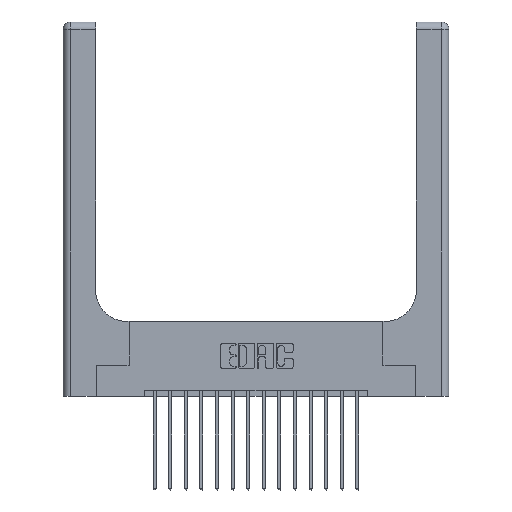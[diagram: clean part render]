
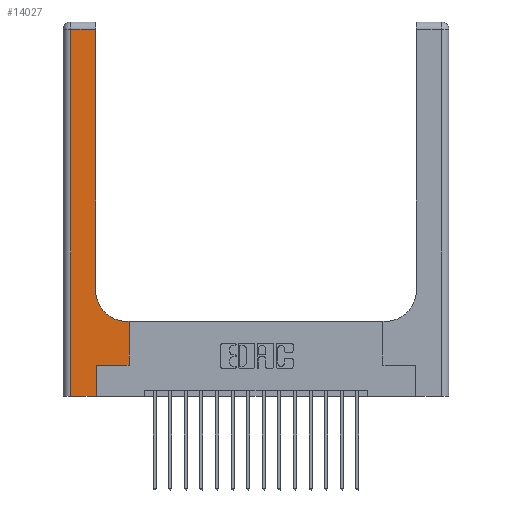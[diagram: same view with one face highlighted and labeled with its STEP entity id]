
A CAD part, top view. The second image highlights one B-rep face of the part: STEP entity #14027.
In plain terms, the highlighted planar face has unit normal (0, 0, 1).
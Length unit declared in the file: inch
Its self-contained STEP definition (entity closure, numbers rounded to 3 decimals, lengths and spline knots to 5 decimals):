
#462 = ORIENTED_EDGE ( 'NONE', *, *, #7163, .T. ) ;
#528 = PLANE ( 'NONE',  #6037 ) ;
#717 = DIRECTION ( 'NONE',  ( -1., 0., 0. ) ) ;
#901 = CARTESIAN_POINT ( 'NONE',  ( 0.26, 2.94, 0.37 ) ) ;
#1486 = VECTOR ( 'NONE', #6346, 39.37008 ) ;
#1804 = LINE ( 'NONE', #15699, #8410 ) ;
#2009 = CARTESIAN_POINT ( 'NONE',  ( 0.265, 0., 0.37 ) ) ;
#2272 = CARTESIAN_POINT ( 'NONE',  ( 0.51, 0.6, 0.37 ) ) ;
#2490 = VERTEX_POINT ( 'NONE', #15046 ) ;
#2617 = DIRECTION ( 'NONE',  ( 0., 0., -1. ) ) ;
#2667 = CARTESIAN_POINT ( 'NONE',  ( 0.26, 0.6, 0.37 ) ) ;
#2759 = CARTESIAN_POINT ( 'NONE',  ( 0.528, 0.25, 0.37 ) ) ;
#2916 = CARTESIAN_POINT ( 'NONE',  ( 0.06, 2.94, 0.37 ) ) ;
#2996 = EDGE_CURVE ( 'NONE', #2490, #5469, #1804, .T. ) ;
#3094 = CIRCLE ( 'NONE', #12758, 0.25 ) ;
#3199 = VECTOR ( 'NONE', #13861, 39.37008 ) ;
#3332 = LINE ( 'NONE', #9777, #11312 ) ;
#3761 = VECTOR ( 'NONE', #4096, 39.37008 ) ;
#3870 = CARTESIAN_POINT ( 'NONE',  ( 0.528, 0.25, 0.37 ) ) ;
#4096 = DIRECTION ( 'NONE',  ( -1., 0., 0. ) ) ;
#4218 = LINE ( 'NONE', #2759, #11545 ) ;
#4334 = CARTESIAN_POINT ( 'NONE',  ( 0.265, 0., 0.37 ) ) ;
#4597 = ORIENTED_EDGE ( 'NONE', *, *, #6351, .T. ) ;
#4964 = LINE ( 'NONE', #14036, #3199 ) ;
#5157 = ORIENTED_EDGE ( 'NONE', *, *, #9343, .T. ) ;
#5273 = ORIENTED_EDGE ( 'NONE', *, *, #5671, .T. ) ;
#5469 = VERTEX_POINT ( 'NONE', #3870 ) ;
#5671 = EDGE_CURVE ( 'NONE', #16608, #2490, #7900, .T. ) ;
#5983 = ORIENTED_EDGE ( 'NONE', *, *, #9423, .T. ) ;
#6037 = AXIS2_PLACEMENT_3D ( 'NONE', #9075, #7709, #717 ) ;
#6169 = VERTEX_POINT ( 'NONE', #14204 ) ;
#6332 = ORIENTED_EDGE ( 'NONE', *, *, #10483, .T. ) ;
#6346 = DIRECTION ( 'NONE',  ( 0., -1., 0. ) ) ;
#6351 = EDGE_CURVE ( 'NONE', #10926, #17907, #10970, .T. ) ;
#6473 = ORIENTED_EDGE ( 'NONE', *, *, #10676, .T. ) ;
#6608 = LINE ( 'NONE', #16734, #3761 ) ;
#7163 = EDGE_CURVE ( 'NONE', #16852, #18134, #4964, .T. ) ;
#7709 = DIRECTION ( 'NONE',  ( 0., 0., -1. ) ) ;
#7900 = LINE ( 'NONE', #2009, #13621 ) ;
#8410 = VECTOR ( 'NONE', #14239, 39.37008 ) ;
#8856 = DIRECTION ( 'NONE',  ( 0., 1., 0. ) ) ;
#9075 = CARTESIAN_POINT ( 'NONE',  ( 0., 3., 0.37 ) ) ;
#9343 = EDGE_CURVE ( 'NONE', #5469, #6169, #4218, .T. ) ;
#9405 = FACE_OUTER_BOUND ( 'NONE', #17610, .T. ) ;
#9423 = EDGE_CURVE ( 'NONE', #17907, #16608, #3332, .T. ) ;
#9551 = DIRECTION ( 'NONE',  ( -1., 0., 0. ) ) ;
#9777 = CARTESIAN_POINT ( 'NONE',  ( 0., 0., 0.37 ) ) ;
#10483 = EDGE_CURVE ( 'NONE', #6169, #16368, #16266, .T. ) ;
#10676 = EDGE_CURVE ( 'NONE', #18134, #10926, #6608, .T. ) ;
#10790 = EDGE_CURVE ( 'NONE', #16368, #16852, #3094, .T. ) ;
#10926 = VERTEX_POINT ( 'NONE', #2916 ) ;
#10970 = LINE ( 'NONE', #14769, #1486 ) ;
#11132 = CARTESIAN_POINT ( 'NONE',  ( 0.51, 0.85, 0.37 ) ) ;
#11312 = VECTOR ( 'NONE', #17892, 39.37008 ) ;
#11545 = VECTOR ( 'NONE', #13820, 39.37008 ) ;
#11912 = ORIENTED_EDGE ( 'NONE', *, *, #2996, .T. ) ;
#12758 = AXIS2_PLACEMENT_3D ( 'NONE', #11132, #2617, #13896 ) ;
#13265 = VECTOR ( 'NONE', #9551, 39.37008 ) ;
#13621 = VECTOR ( 'NONE', #8856, 39.37008 ) ;
#13820 = DIRECTION ( 'NONE',  ( 0., 1., 0. ) ) ;
#13861 = DIRECTION ( 'NONE',  ( 0., 1., 0. ) ) ;
#13896 = DIRECTION ( 'NONE',  ( 1., 0., 0. ) ) ;
#14027 = ADVANCED_FACE ( 'NONE', ( #9405 ), #528, .F. ) ;
#14036 = CARTESIAN_POINT ( 'NONE',  ( 0.26, 3., 0.37 ) ) ;
#14106 = CARTESIAN_POINT ( 'NONE',  ( 0.06, 0., 0.37 ) ) ;
#14204 = CARTESIAN_POINT ( 'NONE',  ( 0.528, 0.6, 0.37 ) ) ;
#14239 = DIRECTION ( 'NONE',  ( 1., 0., 0. ) ) ;
#14763 = ORIENTED_EDGE ( 'NONE', *, *, #10790, .T. ) ;
#14769 = CARTESIAN_POINT ( 'NONE',  ( 0.06, 3., 0.37 ) ) ;
#15046 = CARTESIAN_POINT ( 'NONE',  ( 0.265, 0.25, 0.37 ) ) ;
#15699 = CARTESIAN_POINT ( 'NONE',  ( 0.265, 0.25, 0.37 ) ) ;
#16266 = LINE ( 'NONE', #2667, #13265 ) ;
#16368 = VERTEX_POINT ( 'NONE', #2272 ) ;
#16415 = CARTESIAN_POINT ( 'NONE',  ( 0.26, 0.85, 0.37 ) ) ;
#16608 = VERTEX_POINT ( 'NONE', #4334 ) ;
#16734 = CARTESIAN_POINT ( 'NONE',  ( 0., 2.94, 0.37 ) ) ;
#16852 = VERTEX_POINT ( 'NONE', #16415 ) ;
#17610 = EDGE_LOOP ( 'NONE', ( #462, #6473, #4597, #5983, #5273, #11912, #5157, #6332, #14763 ) ) ;
#17892 = DIRECTION ( 'NONE',  ( 1., 0., 0. ) ) ;
#17907 = VERTEX_POINT ( 'NONE', #14106 ) ;
#18134 = VERTEX_POINT ( 'NONE', #901 ) ;
